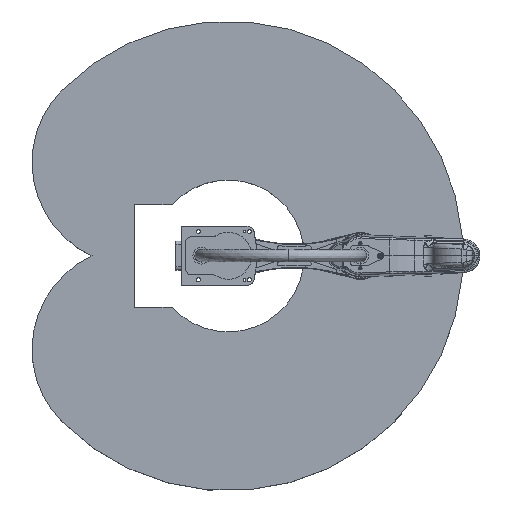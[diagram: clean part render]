
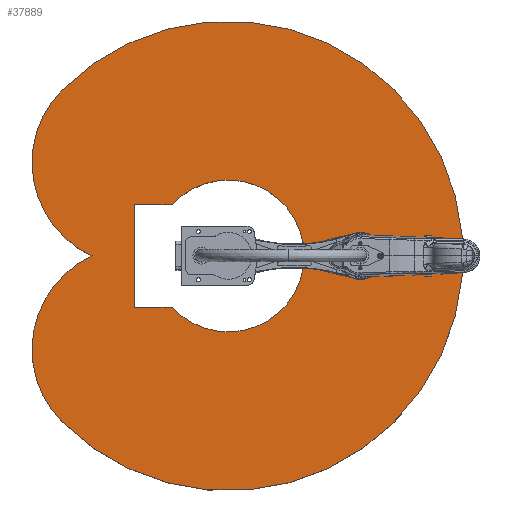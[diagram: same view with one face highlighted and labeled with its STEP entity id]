
A CAD part, top view. The second image highlights one B-rep face of the part: STEP entity #37889.
In plain terms, the highlighted planar face has unit normal (0, 0, 1).
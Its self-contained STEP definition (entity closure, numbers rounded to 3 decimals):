
#1117=FACE_BOUND('',#11277,.T.);
#3531=LINE('',#91633,#5755);
#3535=LINE('',#91640,#5759);
#3538=LINE('',#91646,#5762);
#5755=VECTOR('',#50040,10.);
#5759=VECTOR('',#50046,10.);
#5762=VECTOR('',#50051,10.);
#6588=PLANE('',#41423);
#8772=FACE_OUTER_BOUND('',#11276,.T.);
#11276=EDGE_LOOP('',(#33273,#33274,#33275));
#11277=EDGE_LOOP('',(#33276,#33277,#33278,#33279));
#12816=CIRCLE('',#41424,350.);
#12817=CIRCLE('',#41425,800.);
#12818=CIRCLE('',#41426,350.);
#12819=CIRCLE('',#41427,258.78);
#17475=VERTEX_POINT('',#91630);
#17476=VERTEX_POINT('',#91632);
#17478=VERTEX_POINT('',#91637);
#17480=VERTEX_POINT('',#91644);
#17481=VERTEX_POINT('',#91648);
#17482=VERTEX_POINT('',#91649);
#17483=VERTEX_POINT('',#91651);
#22740=EDGE_CURVE('',#17476,#17475,#3531,.T.);
#22744=EDGE_CURVE('',#17478,#17476,#3535,.T.);
#22747=EDGE_CURVE('',#17475,#17480,#3538,.T.);
#22748=EDGE_CURVE('',#17481,#17482,#12816,.T.);
#22749=EDGE_CURVE('',#17482,#17483,#12817,.T.);
#22750=EDGE_CURVE('',#17483,#17481,#12818,.T.);
#22751=EDGE_CURVE('',#17480,#17478,#12819,.T.);
#33273=ORIENTED_EDGE('',*,*,#22748,.T.);
#33274=ORIENTED_EDGE('',*,*,#22749,.T.);
#33275=ORIENTED_EDGE('',*,*,#22750,.T.);
#33276=ORIENTED_EDGE('',*,*,#22744,.T.);
#33277=ORIENTED_EDGE('',*,*,#22740,.T.);
#33278=ORIENTED_EDGE('',*,*,#22747,.T.);
#33279=ORIENTED_EDGE('',*,*,#22751,.T.);
#37889=ADVANCED_FACE('',(#8772,#1117),#6588,.T.);
#41423=AXIS2_PLACEMENT_3D('',#91647,#50052,#50053);
#41424=AXIS2_PLACEMENT_3D('',#91650,#50054,#50055);
#41425=AXIS2_PLACEMENT_3D('',#91652,#50056,#50057);
#41426=AXIS2_PLACEMENT_3D('',#91653,#50058,#50059);
#41427=AXIS2_PLACEMENT_3D('',#91654,#50060,#50061);
#50040=DIRECTION('',(0.,1.,0.));
#50046=DIRECTION('',(-1.,0.,0.));
#50051=DIRECTION('',(1.,0.,0.));
#50052=DIRECTION('center_axis',(0.,0.,1.));
#50053=DIRECTION('ref_axis',(1.,0.,0.));
#50054=DIRECTION('center_axis',(0.,0.,1.));
#50055=DIRECTION('ref_axis',(0.416,-0.909,0.));
#50056=DIRECTION('center_axis',(0.,0.,1.));
#50057=DIRECTION('ref_axis',(0.707,0.707,0.));
#50058=DIRECTION('center_axis',(0.,0.,1.));
#50059=DIRECTION('ref_axis',(0.707,-0.707,0.));
#50060=DIRECTION('center_axis',(0.,0.,-1.));
#50061=DIRECTION('ref_axis',(-1.,0.,0.));
#91630=CARTESIAN_POINT('',(-320.,175.,200.));
#91632=CARTESIAN_POINT('',(-320.,-175.,200.));
#91633=CARTESIAN_POINT('',(-320.,-87.5,200.));
#91637=CARTESIAN_POINT('',(-190.636,-175.,200.));
#91640=CARTESIAN_POINT('',(45.314,-175.,200.));
#91644=CARTESIAN_POINT('',(-190.636,175.,200.));
#91646=CARTESIAN_POINT('',(-152.186,175.,200.));
#91647=CARTESIAN_POINT('Origin',(15.627,0.,
200.));
#91648=CARTESIAN_POINT('',(-463.972,0.,200.));
#91649=CARTESIAN_POINT('',(-565.685,-565.685,200.));
#91650=CARTESIAN_POINT('Origin',(-318.198,-318.198,200.));
#91651=CARTESIAN_POINT('',(-565.685,565.685,200.));
#91652=CARTESIAN_POINT('Origin',(0.,0.,200.));
#91653=CARTESIAN_POINT('Origin',(-318.198,318.198,200.));
#91654=CARTESIAN_POINT('Origin',(0.,0.,200.));
